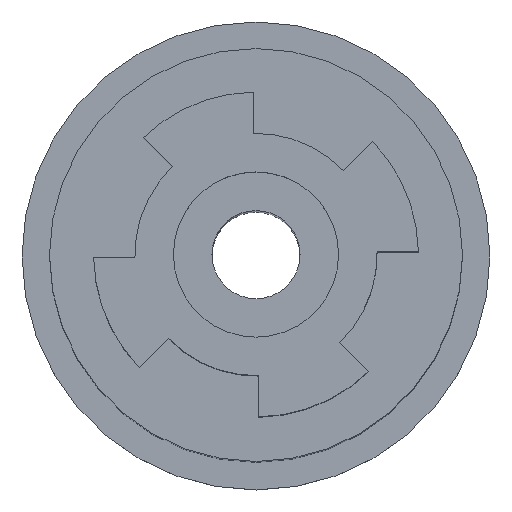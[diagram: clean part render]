
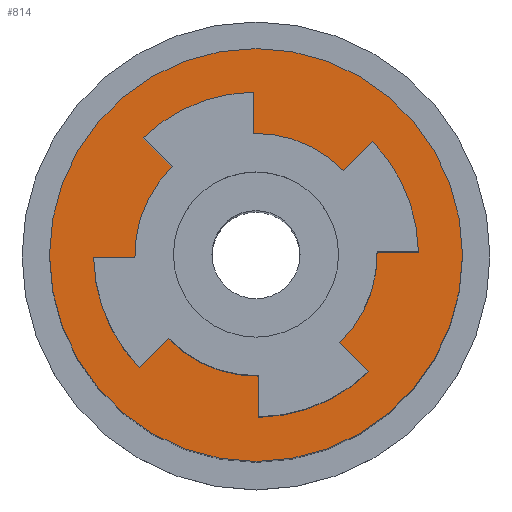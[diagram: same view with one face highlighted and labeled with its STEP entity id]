
A CAD part, top view. The second image highlights one B-rep face of the part: STEP entity #814.
In plain terms, the highlighted planar face has unit normal (0, 0, 1).
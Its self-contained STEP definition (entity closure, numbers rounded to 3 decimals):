
#39=FACE_BOUND('',#247,.T.);
#45=LINE('',#1217,#122);
#46=LINE('',#1221,#123);
#47=LINE('',#1225,#124);
#48=LINE('',#1229,#125);
#49=LINE('',#1233,#126);
#50=LINE('',#1237,#127);
#51=LINE('',#1241,#128);
#52=LINE('',#1244,#129);
#122=VECTOR('',#968,10.);
#123=VECTOR('',#971,10.);
#124=VECTOR('',#974,10.);
#125=VECTOR('',#977,10.);
#126=VECTOR('',#980,10.);
#127=VECTOR('',#983,10.);
#128=VECTOR('',#986,10.);
#129=VECTOR('',#989,10.);
#199=FACE_OUTER_BOUND('',#246,.T.);
#246=EDGE_LOOP('',(#540));
#247=EDGE_LOOP('',(#541,#542,#543,#544,#545,#546,#547,#548,#549,#550,#551,
#552,#553,#554,#555,#556));
#299=CIRCLE('',#876,7.5);
#300=CIRCLE('',#877,4.4);
#301=CIRCLE('',#878,5.9);
#302=CIRCLE('',#879,4.4);
#303=CIRCLE('',#880,5.9);
#304=CIRCLE('',#881,4.4);
#305=CIRCLE('',#882,5.9);
#306=CIRCLE('',#883,4.4);
#307=CIRCLE('',#884,5.9);
#337=VERTEX_POINT('',#1211);
#338=VERTEX_POINT('',#1213);
#339=VERTEX_POINT('',#1214);
#340=VERTEX_POINT('',#1216);
#341=VERTEX_POINT('',#1218);
#342=VERTEX_POINT('',#1220);
#343=VERTEX_POINT('',#1222);
#344=VERTEX_POINT('',#1224);
#345=VERTEX_POINT('',#1226);
#346=VERTEX_POINT('',#1228);
#347=VERTEX_POINT('',#1230);
#348=VERTEX_POINT('',#1232);
#349=VERTEX_POINT('',#1234);
#350=VERTEX_POINT('',#1236);
#351=VERTEX_POINT('',#1238);
#352=VERTEX_POINT('',#1240);
#353=VERTEX_POINT('',#1242);
#418=EDGE_CURVE('',#337,#337,#299,.T.);
#419=EDGE_CURVE('',#338,#339,#300,.T.);
#420=EDGE_CURVE('',#339,#340,#45,.T.);
#421=EDGE_CURVE('',#340,#341,#301,.T.);
#422=EDGE_CURVE('',#341,#342,#46,.T.);
#423=EDGE_CURVE('',#342,#343,#302,.T.);
#424=EDGE_CURVE('',#343,#344,#47,.T.);
#425=EDGE_CURVE('',#344,#345,#303,.T.);
#426=EDGE_CURVE('',#345,#346,#48,.T.);
#427=EDGE_CURVE('',#346,#347,#304,.T.);
#428=EDGE_CURVE('',#347,#348,#49,.T.);
#429=EDGE_CURVE('',#348,#349,#305,.T.);
#430=EDGE_CURVE('',#349,#350,#50,.T.);
#431=EDGE_CURVE('',#350,#351,#306,.T.);
#432=EDGE_CURVE('',#351,#352,#51,.T.);
#433=EDGE_CURVE('',#352,#353,#307,.T.);
#434=EDGE_CURVE('',#353,#338,#52,.T.);
#540=ORIENTED_EDGE('',*,*,#418,.T.);
#541=ORIENTED_EDGE('',*,*,#419,.T.);
#542=ORIENTED_EDGE('',*,*,#420,.T.);
#543=ORIENTED_EDGE('',*,*,#421,.T.);
#544=ORIENTED_EDGE('',*,*,#422,.T.);
#545=ORIENTED_EDGE('',*,*,#423,.T.);
#546=ORIENTED_EDGE('',*,*,#424,.T.);
#547=ORIENTED_EDGE('',*,*,#425,.T.);
#548=ORIENTED_EDGE('',*,*,#426,.T.);
#549=ORIENTED_EDGE('',*,*,#427,.T.);
#550=ORIENTED_EDGE('',*,*,#428,.T.);
#551=ORIENTED_EDGE('',*,*,#429,.T.);
#552=ORIENTED_EDGE('',*,*,#430,.T.);
#553=ORIENTED_EDGE('',*,*,#431,.T.);
#554=ORIENTED_EDGE('',*,*,#432,.T.);
#555=ORIENTED_EDGE('',*,*,#433,.T.);
#556=ORIENTED_EDGE('',*,*,#434,.T.);
#784=PLANE('',#875);
#814=ADVANCED_FACE('',(#199,#39),#784,.T.);
#875=AXIS2_PLACEMENT_3D('',#1210,#962,#963);
#876=AXIS2_PLACEMENT_3D('',#1212,#964,#965);
#877=AXIS2_PLACEMENT_3D('',#1215,#966,#967);
#878=AXIS2_PLACEMENT_3D('',#1219,#969,#970);
#879=AXIS2_PLACEMENT_3D('',#1223,#972,#973);
#880=AXIS2_PLACEMENT_3D('',#1227,#975,#976);
#881=AXIS2_PLACEMENT_3D('',#1231,#978,#979);
#882=AXIS2_PLACEMENT_3D('',#1235,#981,#982);
#883=AXIS2_PLACEMENT_3D('',#1239,#984,#985);
#884=AXIS2_PLACEMENT_3D('',#1243,#987,#988);
#962=DIRECTION('center_axis',(0.,0.,1.));
#963=DIRECTION('ref_axis',(1.,0.,0.));
#964=DIRECTION('center_axis',(0.,0.,1.));
#965=DIRECTION('ref_axis',(-1.,0.,0.));
#966=DIRECTION('center_axis',(0.,0.,-1.));
#967=DIRECTION('ref_axis',(-1.,0.,0.));
#968=DIRECTION('',(0.707,-0.707,0.));
#969=DIRECTION('center_axis',(0.,0.,-1.));
#970=DIRECTION('ref_axis',(-1.,0.,0.));
#971=DIRECTION('',(0.,1.,0.));
#972=DIRECTION('center_axis',(0.,0.,-1.));
#973=DIRECTION('ref_axis',(-1.,0.,0.));
#974=DIRECTION('',(-0.707,-0.707,0.));
#975=DIRECTION('center_axis',(0.,0.,-1.));
#976=DIRECTION('ref_axis',(-1.,0.,0.));
#977=DIRECTION('',(1.,0.,0.));
#978=DIRECTION('center_axis',(0.,0.,-1.));
#979=DIRECTION('ref_axis',(-1.,0.,0.));
#980=DIRECTION('',(-0.707,0.707,0.));
#981=DIRECTION('center_axis',(0.,0.,-1.));
#982=DIRECTION('ref_axis',(-1.,0.,0.));
#983=DIRECTION('',(0.,-1.,0.));
#984=DIRECTION('center_axis',(0.,0.,-1.));
#985=DIRECTION('ref_axis',(-1.,0.,0.));
#986=DIRECTION('',(0.707,0.707,0.));
#987=DIRECTION('center_axis',(0.,0.,-1.));
#988=DIRECTION('ref_axis',(-1.,0.,0.));
#989=DIRECTION('',(-1.,0.,0.));
#1210=CARTESIAN_POINT('Origin',(0.,-30.5,
256.41));
#1211=CARTESIAN_POINT('',(7.5,-30.5,256.41));
#1212=CARTESIAN_POINT('Origin',(0.,-30.5,
256.41));
#1213=CARTESIAN_POINT('',(4.399,-30.4,256.41));
#1214=CARTESIAN_POINT('',(3.04,-33.681,256.41));
#1215=CARTESIAN_POINT('Origin',(0.,-30.5,
256.41));
#1216=CARTESIAN_POINT('',(4.101,-34.742,256.41));
#1217=CARTESIAN_POINT('',(2.051,-32.692,256.41));
#1218=CARTESIAN_POINT('',(0.1,-36.399,256.41));
#1219=CARTESIAN_POINT('Origin',(0.,-30.5,
256.41));
#1220=CARTESIAN_POINT('',(0.1,-34.899,256.41));
#1221=CARTESIAN_POINT('',(0.1,-32.75,256.41));
#1222=CARTESIAN_POINT('',(-3.181,-33.54,256.41));
#1223=CARTESIAN_POINT('Origin',(0.,-30.5,
256.41));
#1224=CARTESIAN_POINT('',(-4.242,-34.601,256.41));
#1225=CARTESIAN_POINT('',(-2.192,-32.551,256.41));
#1226=CARTESIAN_POINT('',(-5.899,-30.6,256.41));
#1227=CARTESIAN_POINT('Origin',(0.,-30.5,
256.41));
#1228=CARTESIAN_POINT('',(-4.399,-30.6,256.41));
#1229=CARTESIAN_POINT('',(-2.25,-30.6,256.41));
#1230=CARTESIAN_POINT('',(-3.04,-27.319,256.41));
#1231=CARTESIAN_POINT('Origin',(0.,-30.5,
256.41));
#1232=CARTESIAN_POINT('',(-4.101,-26.258,256.41));
#1233=CARTESIAN_POINT('',(-2.051,-28.308,256.41));
#1234=CARTESIAN_POINT('',(-0.1,-24.601,256.41));
#1235=CARTESIAN_POINT('Origin',(0.,-30.5,
256.41));
#1236=CARTESIAN_POINT('',(-0.1,-26.101,256.41));
#1237=CARTESIAN_POINT('',(-0.1,-28.25,256.41));
#1238=CARTESIAN_POINT('',(3.181,-27.46,256.41));
#1239=CARTESIAN_POINT('Origin',(0.,-30.5,
256.41));
#1240=CARTESIAN_POINT('',(4.242,-26.399,256.41));
#1241=CARTESIAN_POINT('',(2.192,-28.449,256.41));
#1242=CARTESIAN_POINT('',(5.899,-30.4,256.41));
#1243=CARTESIAN_POINT('Origin',(0.,-30.5,
256.41));
#1244=CARTESIAN_POINT('',(2.25,-30.4,256.41));
